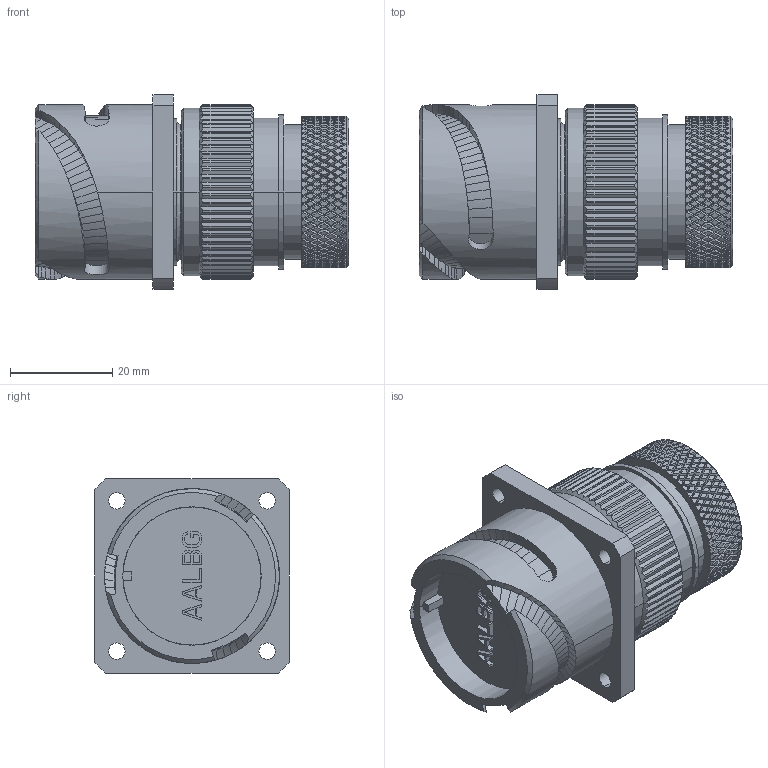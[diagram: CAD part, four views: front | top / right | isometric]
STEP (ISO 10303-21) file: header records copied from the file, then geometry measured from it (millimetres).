
FILE_DESCRIPTION((''),'2;1');
FILE_NAME('VG95234U-20_SW0001','2023-03-01T18:04:55',('paultorloting'),('NET AG system integration'),'CREO PARAMETRIC BY PTC INC, 2021404','CREO PARAMETRIC BY PTC INC, 2021404','');
FILE_SCHEMA(('AUTOMOTIVE_DESIGN { 1 0 10303 214 1 1 1 1 }'));
Products named in the file (1): VG95234U-20_SW0001
Bounding box: 61.35 x 38 x 38 mm (x, y, z)
Volume: 46317.7 mm3; surface area: 15757.3 mm2
Topology: 1 solids, 1 shells, 3446 faces, 7875 edges, 4464 vertices
Faces by surface type: plane 2569, cylinder 650, bspline 205, cone 18, torus 4
Entity records: 117788 total; most frequent: CARTESIAN_POINT 27047, ORIENTED_EDGE 15750, DIRECTION 11875, EDGE_CURVE 7875, VERTEX_POINT 4464, VECTOR 4398, LINE 4398, AXIS2_PLACEMENT_3D 3737
